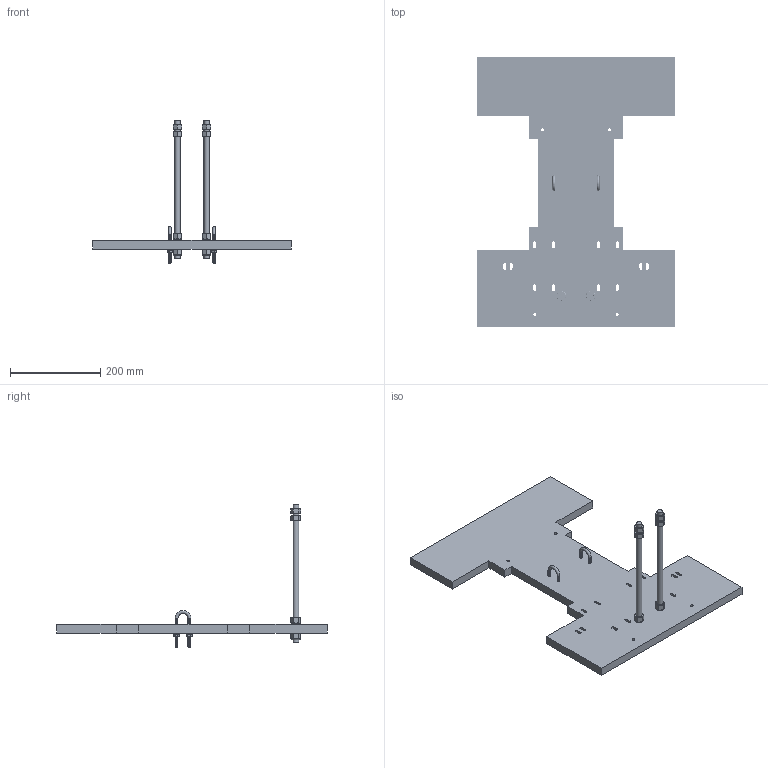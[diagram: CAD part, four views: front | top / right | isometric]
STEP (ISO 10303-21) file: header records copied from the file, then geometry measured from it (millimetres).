
FILE_DESCRIPTION(/* description */ (''),/* implementation_level */ '2;1');
FILE_NAME(/* name */ 'Lower_Platform.step',/* time_stamp */ '2021-02-08T22:57:51-05:00',/* author */ (''),/* organization */ (''),/* preprocessor_version */ 'ST-DEVELOPER v18.1',/* originating_system */ 'Autodesk Translation Framework v9.7.1.1290',/* authorisation */ '');
FILE_SCHEMA (('AUTOMOTIVE_DESIGN { 1 0 10303 214 3 1 1 }'));
Length unit declared in the file: millimetre
Products named in the file (9): Lower_Platform; Platform_Fasteners; U-bolt Fastener; 8880T951; Oversized washer 91100A150; Rod Fastener; 1/2"-13 Thread Size Nylon-insert 95615A210; 1/2"-13 Thread Size 95462A033; 1/2"-13 Thread Size, 1 Foot Long
Assembly tree (13 placements, depth 4):
  Lower_Platform
    Platform_Fasteners
      U-bolt Fastener  x2
        8880T951
        Oversized washer 91100A150
      Rod Fastener  x2
        1/2"-13 Thread Size Nylon-insert 95615A210
        1/2"-13 Thread Size 95462A033
        1/2"-13 Thread Size, 1 Foot Long
Bounding box: 440 x 600 x 314.8 mm (x, y, z)
Volume: 3663031.5 mm3; surface area: 493024.2 mm2
Topology: 25 solids, 25 shells, 1044 faces, 2728 edges, 1742 vertices
Faces by surface type: cylinder 580, cone 256, plane 178, bspline 16, torus 14
Full cylindrical faces by diameter (mm): 4.7 x200, 6 x4, 6.35 x204, 6.4 x4, 10.162 x16, 10.869 x4, 11.072 x24, 12.563 x2, 12.7 x38, 18 x4
Entity records: 31666 total; most frequent: CARTESIAN_POINT 21258, ORIENTED_EDGE 2440, DIRECTION 1786, EDGE_CURVE 1220, VERTEX_POINT 789, AXIS2_PLACEMENT_3D 676, EDGE_LOOP 509, FACE_OUTER_BOUND 451
